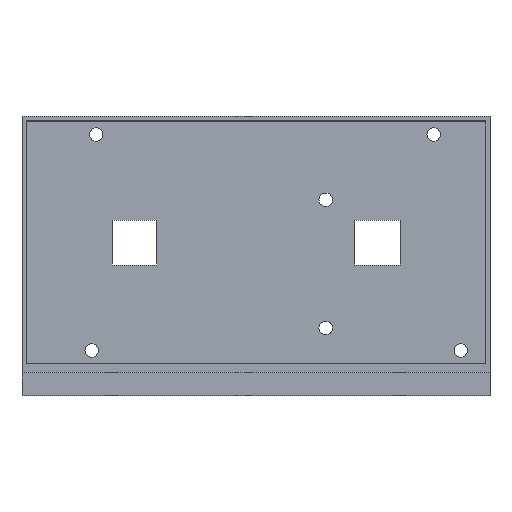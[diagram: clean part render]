
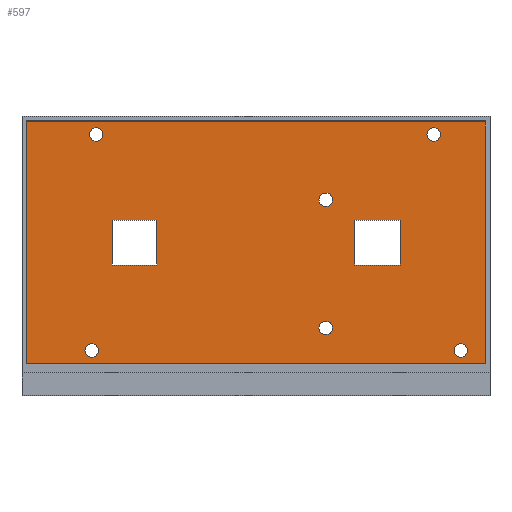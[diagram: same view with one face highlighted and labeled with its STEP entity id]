
A CAD part, top view. The second image highlights one B-rep face of the part: STEP entity #597.
In plain terms, the highlighted planar face has unit normal (0, 0, 1).
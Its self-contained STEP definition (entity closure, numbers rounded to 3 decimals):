
#20=FACE_BOUND('',#119,.T.);
#21=FACE_BOUND('',#120,.T.);
#22=FACE_BOUND('',#121,.T.);
#23=FACE_BOUND('',#122,.T.);
#24=FACE_BOUND('',#123,.T.);
#25=FACE_BOUND('',#124,.T.);
#26=FACE_BOUND('',#125,.T.);
#27=FACE_BOUND('',#126,.T.);
#55=PLANE('',#656);
#84=FACE_OUTER_BOUND('',#118,.T.);
#118=EDGE_LOOP('',(#526,#527,#528,#529));
#119=EDGE_LOOP('',(#530,#531,#532,#533));
#120=EDGE_LOOP('',(#534,#535,#536,#537));
#121=EDGE_LOOP('',(#538));
#122=EDGE_LOOP('',(#539));
#123=EDGE_LOOP('',(#540));
#124=EDGE_LOOP('',(#541));
#125=EDGE_LOOP('',(#542));
#126=EDGE_LOOP('',(#543));
#148=LINE('',#849,#210);
#152=LINE('',#857,#214);
#155=LINE('',#863,#217);
#158=LINE('',#868,#220);
#160=LINE('',#873,#222);
#164=LINE('',#881,#226);
#167=LINE('',#887,#229);
#170=LINE('',#892,#232);
#178=LINE('',#933,#240);
#182=LINE('',#941,#244);
#185=LINE('',#947,#247);
#188=LINE('',#952,#250);
#210=VECTOR('',#692,10.);
#214=VECTOR('',#698,10.);
#217=VECTOR('',#703,10.);
#220=VECTOR('',#708,10.);
#222=VECTOR('',#712,10.);
#226=VECTOR('',#718,10.);
#229=VECTOR('',#723,10.);
#232=VECTOR('',#728,10.);
#240=VECTOR('',#774,10.);
#244=VECTOR('',#780,10.);
#247=VECTOR('',#785,10.);
#250=VECTOR('',#790,10.);
#264=CIRCLE('',#631,1.5);
#266=CIRCLE('',#634,1.5);
#268=CIRCLE('',#637,1.5);
#270=CIRCLE('',#640,1.5);
#272=CIRCLE('',#643,1.5);
#274=CIRCLE('',#646,1.5);
#288=VERTEX_POINT('',#847);
#289=VERTEX_POINT('',#848);
#292=VERTEX_POINT('',#856);
#294=VERTEX_POINT('',#862);
#296=VERTEX_POINT('',#871);
#297=VERTEX_POINT('',#872);
#300=VERTEX_POINT('',#880);
#302=VERTEX_POINT('',#886);
#304=VERTEX_POINT('',#895);
#306=VERTEX_POINT('',#901);
#308=VERTEX_POINT('',#907);
#310=VERTEX_POINT('',#913);
#312=VERTEX_POINT('',#919);
#314=VERTEX_POINT('',#925);
#316=VERTEX_POINT('',#931);
#317=VERTEX_POINT('',#932);
#320=VERTEX_POINT('',#940);
#322=VERTEX_POINT('',#946);
#344=EDGE_CURVE('',#288,#289,#148,.T.);
#348=EDGE_CURVE('',#289,#292,#152,.T.);
#351=EDGE_CURVE('',#292,#294,#155,.T.);
#354=EDGE_CURVE('',#294,#288,#158,.T.);
#356=EDGE_CURVE('',#296,#297,#160,.T.);
#360=EDGE_CURVE('',#297,#300,#164,.T.);
#363=EDGE_CURVE('',#300,#302,#167,.T.);
#366=EDGE_CURVE('',#302,#296,#170,.T.);
#368=EDGE_CURVE('',#304,#304,#264,.T.);
#371=EDGE_CURVE('',#306,#306,#266,.T.);
#374=EDGE_CURVE('',#308,#308,#268,.T.);
#377=EDGE_CURVE('',#310,#310,#270,.T.);
#380=EDGE_CURVE('',#312,#312,#272,.T.);
#383=EDGE_CURVE('',#314,#314,#274,.T.);
#386=EDGE_CURVE('',#316,#317,#178,.T.);
#390=EDGE_CURVE('',#317,#320,#182,.T.);
#393=EDGE_CURVE('',#320,#322,#185,.T.);
#396=EDGE_CURVE('',#322,#316,#188,.T.);
#526=ORIENTED_EDGE('',*,*,#386,.T.);
#527=ORIENTED_EDGE('',*,*,#390,.T.);
#528=ORIENTED_EDGE('',*,*,#393,.T.);
#529=ORIENTED_EDGE('',*,*,#396,.T.);
#530=ORIENTED_EDGE('',*,*,#351,.T.);
#531=ORIENTED_EDGE('',*,*,#354,.T.);
#532=ORIENTED_EDGE('',*,*,#344,.T.);
#533=ORIENTED_EDGE('',*,*,#348,.T.);
#534=ORIENTED_EDGE('',*,*,#363,.T.);
#535=ORIENTED_EDGE('',*,*,#366,.T.);
#536=ORIENTED_EDGE('',*,*,#356,.T.);
#537=ORIENTED_EDGE('',*,*,#360,.T.);
#538=ORIENTED_EDGE('',*,*,#368,.T.);
#539=ORIENTED_EDGE('',*,*,#371,.T.);
#540=ORIENTED_EDGE('',*,*,#374,.T.);
#541=ORIENTED_EDGE('',*,*,#377,.T.);
#542=ORIENTED_EDGE('',*,*,#380,.T.);
#543=ORIENTED_EDGE('',*,*,#383,.T.);
#597=ADVANCED_FACE('',(#84,#20,#21,#22,#23,#24,#25,#26,#27),#55,.T.);
#631=AXIS2_PLACEMENT_3D('',#896,#732,#733);
#634=AXIS2_PLACEMENT_3D('',#902,#739,#740);
#637=AXIS2_PLACEMENT_3D('',#908,#746,#747);
#640=AXIS2_PLACEMENT_3D('',#914,#753,#754);
#643=AXIS2_PLACEMENT_3D('',#920,#760,#761);
#646=AXIS2_PLACEMENT_3D('',#926,#767,#768);
#656=AXIS2_PLACEMENT_3D('',#970,#808,#809);
#692=DIRECTION('',(0.,1.,0.));
#698=DIRECTION('',(1.,0.,0.));
#703=DIRECTION('',(0.,-1.,0.));
#708=DIRECTION('',(-1.,0.,0.));
#712=DIRECTION('',(0.,1.,0.));
#718=DIRECTION('',(1.,0.,0.));
#723=DIRECTION('',(0.,-1.,0.));
#728=DIRECTION('',(-1.,0.,0.));
#732=DIRECTION('center_axis',(0.,0.,-1.));
#733=DIRECTION('ref_axis',(-1.,0.,0.));
#739=DIRECTION('center_axis',(0.,0.,-1.));
#740=DIRECTION('ref_axis',(-1.,0.,0.));
#746=DIRECTION('center_axis',(0.,0.,-1.));
#747=DIRECTION('ref_axis',(-1.,0.,0.));
#753=DIRECTION('center_axis',(0.,0.,-1.));
#754=DIRECTION('ref_axis',(-1.,0.,0.));
#760=DIRECTION('center_axis',(0.,0.,-1.));
#761=DIRECTION('ref_axis',(-1.,0.,0.));
#767=DIRECTION('center_axis',(0.,0.,-1.));
#768=DIRECTION('ref_axis',(-1.,0.,0.));
#774=DIRECTION('',(0.,1.,0.));
#780=DIRECTION('',(-1.,0.,0.));
#785=DIRECTION('',(0.,-1.,0.));
#790=DIRECTION('',(1.,0.,0.));
#808=DIRECTION('center_axis',(0.,0.,1.));
#809=DIRECTION('ref_axis',(1.,0.,0.));
#847=CARTESIAN_POINT('',(74.,23.,2.));
#848=CARTESIAN_POINT('',(74.,33.,2.));
#849=CARTESIAN_POINT('',(74.,30.5,2.));
#856=CARTESIAN_POINT('',(84.,33.,2.));
#857=CARTESIAN_POINT('',(68.,33.,2.));
#862=CARTESIAN_POINT('',(84.,23.,2.));
#863=CARTESIAN_POINT('',(84.,25.5,2.));
#868=CARTESIAN_POINT('',(63.,23.,2.));
#871=CARTESIAN_POINT('',(20.,23.,2.));
#872=CARTESIAN_POINT('',(20.,33.,2.));
#873=CARTESIAN_POINT('',(20.,30.5,2.));
#880=CARTESIAN_POINT('',(30.,33.,2.));
#881=CARTESIAN_POINT('',(41.,33.,2.));
#886=CARTESIAN_POINT('',(30.,23.,2.));
#887=CARTESIAN_POINT('',(30.,25.5,2.));
#892=CARTESIAN_POINT('',(36.,23.,2.));
#895=CARTESIAN_POINT('',(17.,4.,2.));
#896=CARTESIAN_POINT('Origin',(15.5,4.,2.));
#901=CARTESIAN_POINT('',(93.,52.,2.));
#902=CARTESIAN_POINT('Origin',(91.5,52.,2.));
#907=CARTESIAN_POINT('',(69.,9.,2.));
#908=CARTESIAN_POINT('Origin',(67.5,9.,2.));
#913=CARTESIAN_POINT('',(18.,52.,2.));
#914=CARTESIAN_POINT('Origin',(16.5,52.,2.));
#919=CARTESIAN_POINT('',(69.,37.5,2.));
#920=CARTESIAN_POINT('Origin',(67.5,37.5,2.));
#925=CARTESIAN_POINT('',(99.,4.,2.));
#926=CARTESIAN_POINT('Origin',(97.5,4.,2.));
#931=CARTESIAN_POINT('',(103.,1.,2.));
#932=CARTESIAN_POINT('',(103.,55.,2.));
#933=CARTESIAN_POINT('',(103.,41.5,2.));
#940=CARTESIAN_POINT('',(1.,55.,2.));
#941=CARTESIAN_POINT('',(26.5,55.,2.));
#946=CARTESIAN_POINT('',(1.,1.,2.));
#947=CARTESIAN_POINT('',(1.,14.5,2.));
#952=CARTESIAN_POINT('',(77.5,1.,2.));
#970=CARTESIAN_POINT('Origin',(52.,28.,2.));
